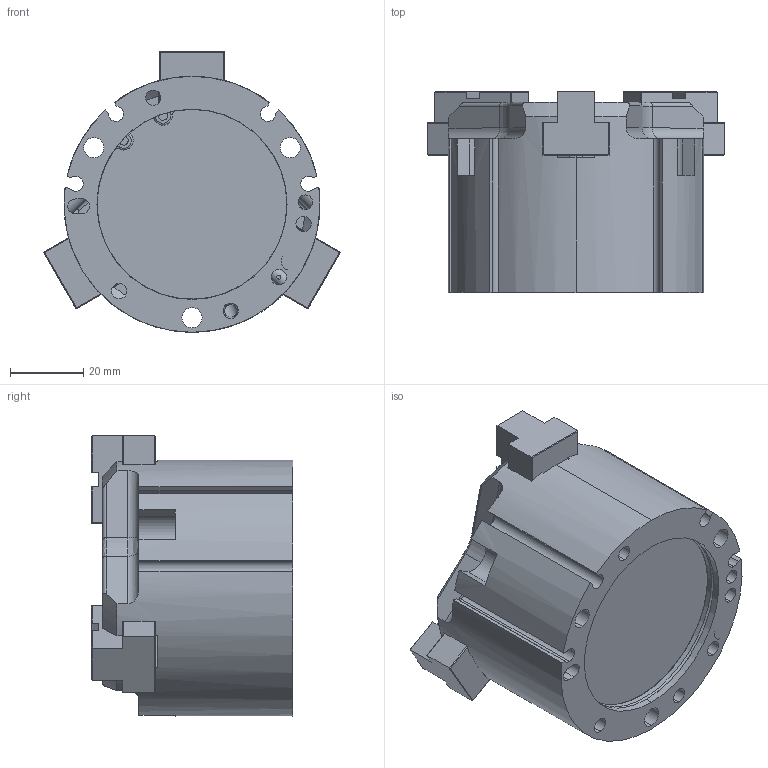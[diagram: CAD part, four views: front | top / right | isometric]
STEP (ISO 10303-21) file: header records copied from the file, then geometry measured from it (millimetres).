
FILE_DESCRIPTION (( 'STEP AP203' ), '1' );
FILE_NAME ('GC-503.STEP', '2019-09-19T03:06:46', ( 'user' ), ( '' ), 'SwSTEP 2.0', 'SolidWorks 2014', '' );
FILE_SCHEMA (( 'CONFIG_CONTROL_DESIGN' ));
Length unit declared in the file: millimetre
Products named in the file (1): GC-503
Bounding box: 81.18 x 55.03 x 76.72 mm (x, y, z)
Surface area: 34723.3 mm2 (no closed solid volume)
Topology: 0 solids, 13 shells, 343 faces, 1091 edges, 761 vertices
Faces by surface type: plane 205, cylinder 101, bspline 19, cone 18
Entity records: 14335 total; most frequent: CARTESIAN_POINT 4784, DIRECTION 1919, ORIENTED_EDGE 1838, EDGE_CURVE 1091, VECTOR 765, LINE 765, VERTEX_POINT 761, AXIS2_PLACEMENT_3D 577
